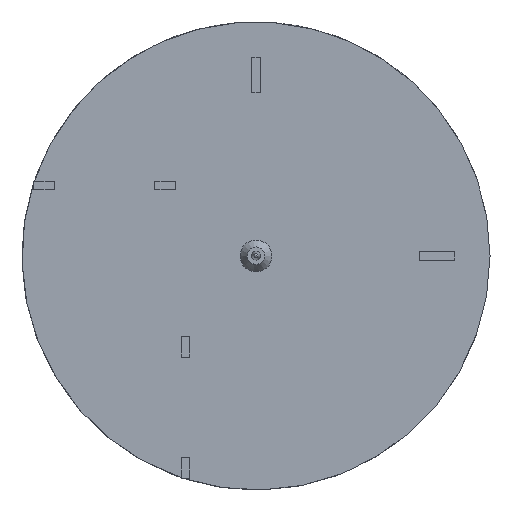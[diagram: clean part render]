
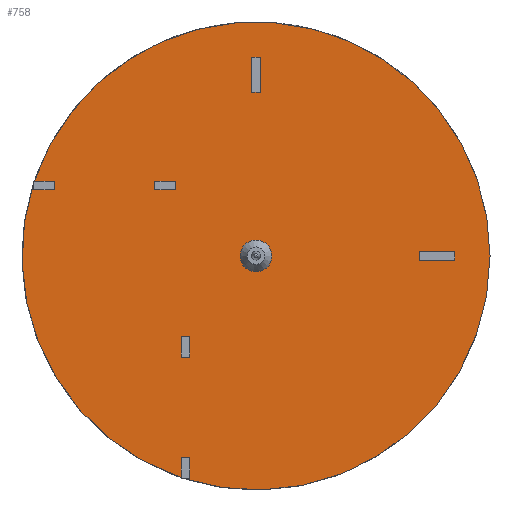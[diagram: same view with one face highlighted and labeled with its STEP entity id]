
A CAD part, top view. The second image highlights one B-rep face of the part: STEP entity #758.
In plain terms, the highlighted planar face has unit normal (0, 0, 1).
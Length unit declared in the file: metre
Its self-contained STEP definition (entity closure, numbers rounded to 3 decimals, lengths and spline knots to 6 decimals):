
#20=LINE('',#1113,#96);
#22=LINE('',#1117,#98);
#25=LINE('',#1123,#101);
#26=LINE('',#1125,#102);
#32=LINE('',#1138,#108);
#36=LINE('',#1146,#112);
#39=LINE('',#1152,#115);
#40=LINE('',#1154,#116);
#41=LINE('',#1160,#117);
#42=LINE('',#1163,#118);
#43=LINE('',#1165,#119);
#44=LINE('',#1167,#120);
#45=LINE('',#1168,#121);
#46=LINE('',#1171,#122);
#47=LINE('',#1173,#123);
#48=LINE('',#1175,#124);
#49=LINE('',#1176,#125);
#50=LINE('',#1179,#126);
#51=LINE('',#1181,#127);
#52=LINE('',#1183,#128);
#53=LINE('',#1188,#129);
#54=LINE('',#1190,#130);
#55=LINE('',#1192,#131);
#56=LINE('',#1194,#132);
#96=VECTOR('',#900,1.);
#98=VECTOR('',#904,1.);
#101=VECTOR('',#909,1.);
#102=VECTOR('',#912,1.);
#108=VECTOR('',#922,1.);
#112=VECTOR('',#928,1.);
#115=VECTOR('',#933,1.);
#116=VECTOR('',#936,1.);
#117=VECTOR('',#945,1.);
#118=VECTOR('',#946,1.);
#119=VECTOR('',#947,1.);
#120=VECTOR('',#948,1.);
#121=VECTOR('',#949,1.);
#122=VECTOR('',#950,1.);
#123=VECTOR('',#951,1.);
#124=VECTOR('',#952,1.);
#125=VECTOR('',#953,1.);
#126=VECTOR('',#954,1.);
#127=VECTOR('',#955,1.);
#128=VECTOR('',#956,1.);
#129=VECTOR('',#961,1.);
#130=VECTOR('',#962,1.);
#131=VECTOR('',#963,1.);
#132=VECTOR('',#964,1.);
#178=PLANE('',#824);
#257=ORIENTED_EDGE('',*,*,#411,.T.);
#258=ORIENTED_EDGE('',*,*,#409,.T.);
#259=ORIENTED_EDGE('',*,*,#414,.T.);
#260=ORIENTED_EDGE('',*,*,#415,.T.);
#261=ORIENTED_EDGE('',*,*,#431,.F.);
#262=ORIENTED_EDGE('',*,*,#432,.F.);
#263=ORIENTED_EDGE('',*,*,#433,.F.);
#264=ORIENTED_EDGE('',*,*,#434,.F.);
#265=ORIENTED_EDGE('',*,*,#435,.F.);
#266=ORIENTED_EDGE('',*,*,#436,.F.);
#267=ORIENTED_EDGE('',*,*,#437,.F.);
#268=ORIENTED_EDGE('',*,*,#438,.F.);
#269=ORIENTED_EDGE('',*,*,#439,.F.);
#270=ORIENTED_EDGE('',*,*,#440,.T.);
#271=ORIENTED_EDGE('',*,*,#441,.T.);
#272=ORIENTED_EDGE('',*,*,#442,.T.);
#273=ORIENTED_EDGE('',*,*,#443,.T.);
#274=ORIENTED_EDGE('',*,*,#444,.T.);
#275=ORIENTED_EDGE('',*,*,#425,.F.);
#276=ORIENTED_EDGE('',*,*,#429,.F.);
#277=ORIENTED_EDGE('',*,*,#421,.T.);
#278=ORIENTED_EDGE('',*,*,#428,.F.);
#279=ORIENTED_EDGE('',*,*,#445,.T.);
#280=ORIENTED_EDGE('',*,*,#446,.F.);
#281=ORIENTED_EDGE('',*,*,#447,.F.);
#282=ORIENTED_EDGE('',*,*,#448,.T.);
#283=ORIENTED_EDGE('',*,*,#449,.F.);
#409=EDGE_CURVE('',#507,#506,#20,.T.);
#411=EDGE_CURVE('',#508,#507,#22,.T.);
#414=EDGE_CURVE('',#506,#509,#25,.T.);
#415=EDGE_CURVE('',#509,#508,#26,.T.);
#421=EDGE_CURVE('',#515,#514,#32,.T.);
#425=EDGE_CURVE('',#517,#518,#36,.T.);
#428=EDGE_CURVE('',#519,#514,#39,.T.);
#429=EDGE_CURVE('',#515,#517,#40,.T.);
#431=EDGE_CURVE('',#520,#520,#573,.T.);
#432=EDGE_CURVE('',#521,#522,#41,.T.);
#433=EDGE_CURVE('',#523,#521,#42,.T.);
#434=EDGE_CURVE('',#524,#523,#43,.T.);
#435=EDGE_CURVE('',#522,#524,#44,.T.);
#436=EDGE_CURVE('',#525,#526,#45,.T.);
#437=EDGE_CURVE('',#527,#525,#46,.T.);
#438=EDGE_CURVE('',#528,#527,#47,.T.);
#439=EDGE_CURVE('',#526,#528,#48,.T.);
#440=EDGE_CURVE('',#529,#530,#49,.T.);
#441=EDGE_CURVE('',#530,#531,#50,.T.);
#442=EDGE_CURVE('',#531,#532,#51,.T.);
#443=EDGE_CURVE('',#532,#529,#52,.T.);
#444=EDGE_CURVE('',#533,#518,#574,.T.);
#445=EDGE_CURVE('',#519,#534,#575,.T.);
#446=EDGE_CURVE('',#535,#534,#53,.T.);
#447=EDGE_CURVE('',#536,#535,#54,.T.);
#448=EDGE_CURVE('',#536,#537,#55,.T.);
#449=EDGE_CURVE('',#533,#537,#56,.T.);
#506=VERTEX_POINT('',#1112);
#507=VERTEX_POINT('',#1114);
#508=VERTEX_POINT('',#1118);
#509=VERTEX_POINT('',#1122);
#514=VERTEX_POINT('',#1137);
#515=VERTEX_POINT('',#1139);
#517=VERTEX_POINT('',#1145);
#518=VERTEX_POINT('',#1147);
#519=VERTEX_POINT('',#1151);
#520=VERTEX_POINT('',#1159);
#521=VERTEX_POINT('',#1161);
#522=VERTEX_POINT('',#1162);
#523=VERTEX_POINT('',#1164);
#524=VERTEX_POINT('',#1166);
#525=VERTEX_POINT('',#1169);
#526=VERTEX_POINT('',#1170);
#527=VERTEX_POINT('',#1172);
#528=VERTEX_POINT('',#1174);
#529=VERTEX_POINT('',#1177);
#530=VERTEX_POINT('',#1178);
#531=VERTEX_POINT('',#1180);
#532=VERTEX_POINT('',#1182);
#533=VERTEX_POINT('',#1185);
#534=VERTEX_POINT('',#1187);
#535=VERTEX_POINT('',#1189);
#536=VERTEX_POINT('',#1191);
#537=VERTEX_POINT('',#1193);
#573=CIRCLE('',#825,0.003653);
#574=CIRCLE('',#826,0.053653);
#575=CIRCLE('',#827,0.053653);
#609=EDGE_LOOP('',(#257,#258,#259,#260));
#610=EDGE_LOOP('',(#261));
#611=EDGE_LOOP('',(#262,#263,#264,#265));
#612=EDGE_LOOP('',(#266,#267,#268,#269));
#613=EDGE_LOOP('',(#270,#271,#272,#273));
#614=EDGE_LOOP('',(#274,#275,#276,#277,#278,#279,#280,#281,#282,#283));
#683=FACE_BOUND('',#609,.T.);
#684=FACE_BOUND('',#610,.T.);
#685=FACE_BOUND('',#611,.T.);
#686=FACE_BOUND('',#612,.T.);
#687=FACE_BOUND('',#613,.T.);
#688=FACE_BOUND('',#614,.T.);
#758=ADVANCED_FACE('',(#683,#684,#685,#686,#687,#688),#178,.F.);
#824=AXIS2_PLACEMENT_3D('',#1157,#941,#942);
#825=AXIS2_PLACEMENT_3D('',#1158,#943,#944);
#826=AXIS2_PLACEMENT_3D('',#1184,#957,#958);
#827=AXIS2_PLACEMENT_3D('',#1186,#959,#960);
#900=DIRECTION('',(1.,0.,0.));
#904=DIRECTION('',(0.,1.,0.));
#909=DIRECTION('',(0.,-1.,0.));
#912=DIRECTION('',(-1.,0.,0.));
#922=DIRECTION('',(0.,-1.,0.));
#928=DIRECTION('',(0.,-1.,0.));
#933=DIRECTION('',(1.,0.,0.));
#936=DIRECTION('',(-1.,0.,0.));
#941=DIRECTION('',(0.,0.,-1.));
#942=DIRECTION('',(-1.,0.,0.));
#943=DIRECTION('',(0.,0.,1.));
#944=DIRECTION('',(1.,0.,0.));
#945=DIRECTION('',(0.,1.,0.));
#946=DIRECTION('',(1.,0.,0.));
#947=DIRECTION('',(0.,-1.,0.));
#948=DIRECTION('',(-1.,0.,0.));
#949=DIRECTION('',(1.,0.,0.));
#950=DIRECTION('',(0.,-1.,0.));
#951=DIRECTION('',(-1.,0.,0.));
#952=DIRECTION('',(0.,1.,0.));
#953=DIRECTION('',(1.,0.,0.));
#954=DIRECTION('',(0.,-1.,0.));
#955=DIRECTION('',(-1.,0.,0.));
#956=DIRECTION('',(0.,1.,0.));
#957=DIRECTION('',(0.,0.,1.));
#958=DIRECTION('',(1.,0.,0.));
#959=DIRECTION('',(0.,0.,1.));
#960=DIRECTION('',(1.,0.,0.));
#961=DIRECTION('',(-1.,0.,0.));
#962=DIRECTION('',(0.,1.,0.));
#963=DIRECTION('',(-1.,0.,0.));
#964=DIRECTION('',(0.,-1.,0.));
#1112=CARTESIAN_POINT('',(-0.01515,-0.018416,-0.061554));
#1113=CARTESIAN_POINT('',(-0.01615,-0.018416,-0.061554));
#1114=CARTESIAN_POINT('',(-0.01715,-0.018416,-0.061554));
#1117=CARTESIAN_POINT('',(-0.01715,-0.021241,-0.061554));
#1118=CARTESIAN_POINT('',(-0.01715,-0.023216,-0.061554));
#1122=CARTESIAN_POINT('',(-0.01515,-0.023216,-0.061554));
#1123=CARTESIAN_POINT('',(-0.01515,-0.021491,-0.061554));
#1125=CARTESIAN_POINT('',(-0.01615,-0.023216,-0.061554));
#1137=CARTESIAN_POINT('',(-0.01515,-0.051016,-0.061554));
#1138=CARTESIAN_POINT('',(-0.01515,-0.050591,-0.061554));
#1139=CARTESIAN_POINT('',(-0.01515,-0.046216,-0.061554));
#1145=CARTESIAN_POINT('',(-0.01715,-0.046216,-0.061554));
#1146=CARTESIAN_POINT('',(-0.01715,-0.050591,-0.061554));
#1147=CARTESIAN_POINT('',(-0.01715,-0.050838,-0.061554));
#1151=CARTESIAN_POINT('',(-0.016614,-0.051016,-0.061554));
#1152=CARTESIAN_POINT('',(-0.01615,-0.051016,-0.061554));
#1154=CARTESIAN_POINT('',(-0.01615,-0.046216,-0.061554));
#1157=CARTESIAN_POINT('',(-0.028653,0.,-0.061554));
#1158=CARTESIAN_POINT('',(0.,0.,-0.061554));
#1159=CARTESIAN_POINT('',(0.003653,0.,-0.061554));
#1160=CARTESIAN_POINT('',(0.001,0.041534,-0.061554));
#1161=CARTESIAN_POINT('',(0.001,0.037534,-0.061554));
#1162=CARTESIAN_POINT('',(0.001,0.045534,-0.061554));
#1163=CARTESIAN_POINT('',(-0.0005,0.037534,-0.061554));
#1164=CARTESIAN_POINT('',(-0.001,0.037534,-0.061554));
#1165=CARTESIAN_POINT('',(-0.001,0.041534,-0.061554));
#1166=CARTESIAN_POINT('',(-0.001,0.045534,-0.061554));
#1167=CARTESIAN_POINT('',(0.0005,0.045534,-0.061554));
#1168=CARTESIAN_POINT('',(0.041534,-0.001,-0.061554));
#1169=CARTESIAN_POINT('',(0.037534,-0.001,-0.061554));
#1170=CARTESIAN_POINT('',(0.045534,-0.001,-0.061554));
#1171=CARTESIAN_POINT('',(0.037534,0.0005,-0.061554));
#1172=CARTESIAN_POINT('',(0.037534,0.001,-0.061554));
#1173=CARTESIAN_POINT('',(0.041534,0.001,-0.061554));
#1174=CARTESIAN_POINT('',(0.045534,0.001,-0.061554));
#1175=CARTESIAN_POINT('',(0.045534,-0.0005,-0.061554));
#1176=CARTESIAN_POINT('',(-0.021241,0.01715,-0.061554));
#1177=CARTESIAN_POINT('',(-0.023216,0.01715,-0.061554));
#1178=CARTESIAN_POINT('',(-0.018416,0.01715,-0.061554));
#1179=CARTESIAN_POINT('',(-0.018416,0.01615,-0.061554));
#1180=CARTESIAN_POINT('',(-0.018416,0.01515,-0.061554));
#1181=CARTESIAN_POINT('',(-0.021491,0.01515,-0.061554));
#1182=CARTESIAN_POINT('',(-0.023216,0.01515,-0.061554));
#1183=CARTESIAN_POINT('',(-0.023216,0.01615,-0.061554));
#1184=CARTESIAN_POINT('',(0.,0.,-0.061554));
#1185=CARTESIAN_POINT('',(-0.051016,0.016614,-0.061554));
#1186=CARTESIAN_POINT('',(0.,0.,-0.061554));
#1187=CARTESIAN_POINT('',(-0.050838,0.01715,-0.061554));
#1188=CARTESIAN_POINT('',(-0.050591,0.01715,-0.061554));
#1189=CARTESIAN_POINT('',(-0.046216,0.01715,-0.061554));
#1190=CARTESIAN_POINT('',(-0.046216,0.01615,-0.061554));
#1191=CARTESIAN_POINT('',(-0.046216,0.01515,-0.061554));
#1192=CARTESIAN_POINT('',(-0.050591,0.01515,-0.061554));
#1193=CARTESIAN_POINT('',(-0.051016,0.01515,-0.061554));
#1194=CARTESIAN_POINT('',(-0.051016,0.01615,-0.061554));
